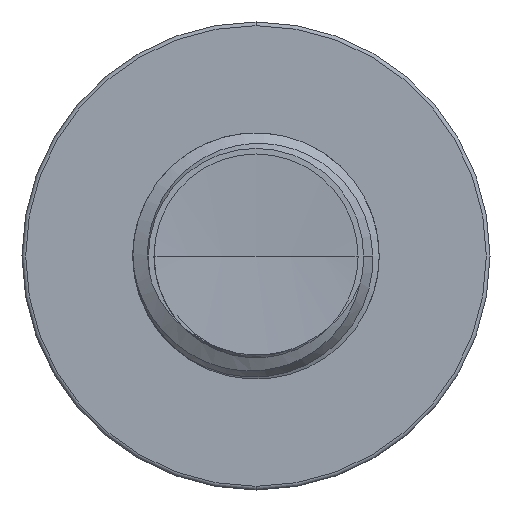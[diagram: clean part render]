
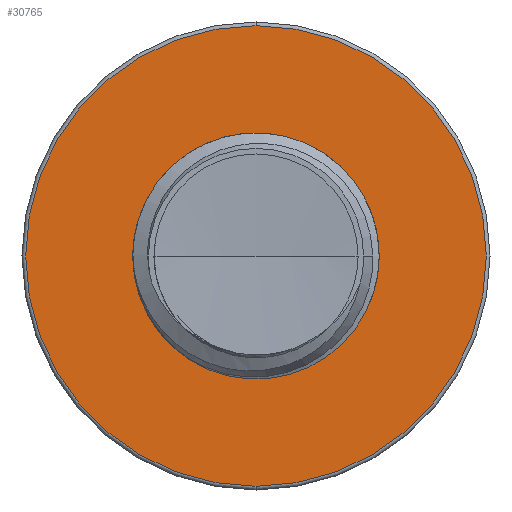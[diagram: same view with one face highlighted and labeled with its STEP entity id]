
A CAD part, front view. The second image highlights one B-rep face of the part: STEP entity #30765.
In plain terms, the highlighted planar face has unit normal (0, -1, 0).
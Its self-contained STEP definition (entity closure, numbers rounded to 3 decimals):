
#555 = ORIENTED_EDGE ( 'NONE', *, *, #9843, .F. ) ;
#1672 = CARTESIAN_POINT ( 'NONE',  ( 0., 12.5, 4.675 ) ) ;
#1674 = EDGE_LOOP ( 'NONE', ( #555, #7525 ) ) ;
#1776 = DIRECTION ( 'NONE',  ( 0., 0., -1. ) ) ;
#1800 = DIRECTION ( 'NONE',  ( 0., -1., 0. ) ) ;
#1838 = CARTESIAN_POINT ( 'NONE',  ( 0., 12.5, 0. ) ) ;
#3458 = EDGE_LOOP ( 'NONE', ( #5180, #28558 ) ) ;
#5008 = AXIS2_PLACEMENT_3D ( 'NONE', #16383, #17353, #25098 ) ;
#5180 = ORIENTED_EDGE ( 'NONE', *, *, #9065, .T. ) ;
#5453 = AXIS2_PLACEMENT_3D ( 'NONE', #12837, #12807, #12762 ) ;
#5747 = PLANE ( 'NONE',  #6235 ) ;
#6235 = AXIS2_PLACEMENT_3D ( 'NONE', #11436, #30329, #16667 ) ;
#6632 = VERTEX_POINT ( 'NONE', #1672 ) ;
#7209 = VERTEX_POINT ( 'NONE', #15772 ) ;
#7525 = ORIENTED_EDGE ( 'NONE', *, *, #12065, .F. ) ;
#9065 = EDGE_CURVE ( 'NONE', #12199, #6632, #15398, .T. ) ;
#9843 = EDGE_CURVE ( 'NONE', #7209, #30017, #26930, .T. ) ;
#11436 = CARTESIAN_POINT ( 'NONE',  ( 0., 12.5, 2.438 ) ) ;
#12065 = EDGE_CURVE ( 'NONE', #30017, #7209, #13330, .T. ) ;
#12199 = VERTEX_POINT ( 'NONE', #12554 ) ;
#12554 = CARTESIAN_POINT ( 'NONE',  ( 0., 12.5, -4.675 ) ) ;
#12762 = DIRECTION ( 'NONE',  ( 0., 0., -1. ) ) ;
#12807 = DIRECTION ( 'NONE',  ( 0., -1., 0. ) ) ;
#12837 = CARTESIAN_POINT ( 'NONE',  ( 0., 12.5, 0. ) ) ;
#13330 = CIRCLE ( 'NONE', #5453, 2.438 ) ;
#13820 = EDGE_CURVE ( 'NONE', #6632, #12199, #26900, .T. ) ;
#15398 = CIRCLE ( 'NONE', #27658, 4.675 ) ;
#15772 = CARTESIAN_POINT ( 'NONE',  ( 0., 12.5, -2.438 ) ) ;
#16383 = CARTESIAN_POINT ( 'NONE',  ( 0., 12.5, 0. ) ) ;
#16667 = DIRECTION ( 'NONE',  ( 0., 0., -1. ) ) ;
#17353 = DIRECTION ( 'NONE',  ( 0., -1., 0. ) ) ;
#18073 = FACE_OUTER_BOUND ( 'NONE', #3458, .T. ) ;
#19593 = CARTESIAN_POINT ( 'NONE',  ( 0., 12.5, 2.438 ) ) ;
#20671 = AXIS2_PLACEMENT_3D ( 'NONE', #1838, #1800, #1776 ) ;
#23965 = FACE_BOUND ( 'NONE', #1674, .T. ) ;
#25098 = DIRECTION ( 'NONE',  ( 0., 0., -1. ) ) ;
#26900 = CIRCLE ( 'NONE', #20671, 4.675 ) ;
#26930 = CIRCLE ( 'NONE', #5008, 2.438 ) ;
#27658 = AXIS2_PLACEMENT_3D ( 'NONE', #28856, #30230, #30226 ) ;
#28558 = ORIENTED_EDGE ( 'NONE', *, *, #13820, .T. ) ;
#28856 = CARTESIAN_POINT ( 'NONE',  ( 0., 12.5, 0. ) ) ;
#30017 = VERTEX_POINT ( 'NONE', #19593 ) ;
#30226 = DIRECTION ( 'NONE',  ( 0., 0., -1. ) ) ;
#30230 = DIRECTION ( 'NONE',  ( 0., -1., 0. ) ) ;
#30329 = DIRECTION ( 'NONE',  ( 0., -1., 0. ) ) ;
#30765 = ADVANCED_FACE ( 'NONE', ( #18073, #23965 ), #5747, .T. ) ;
